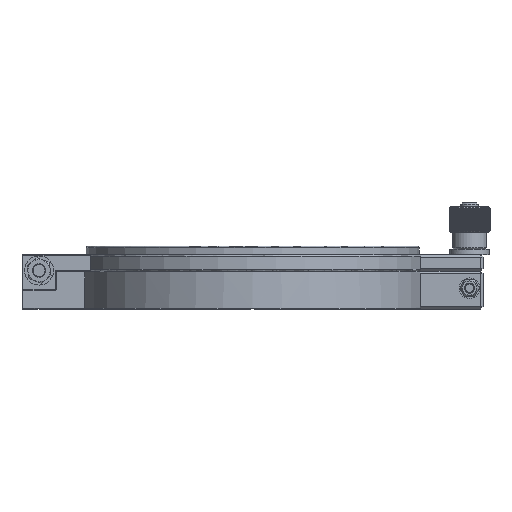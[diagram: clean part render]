
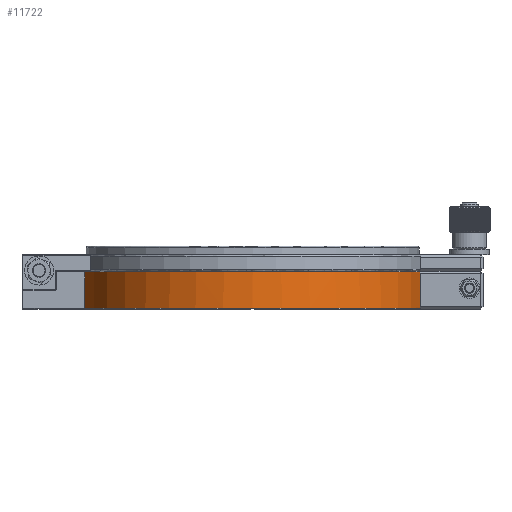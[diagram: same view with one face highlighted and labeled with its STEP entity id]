
A CAD part, front view. The second image highlights one B-rep face of the part: STEP entity #11722.
In plain terms, the highlighted cylindrical face has radius 101.22 mm (diameter 202.44 mm), a partial arc.
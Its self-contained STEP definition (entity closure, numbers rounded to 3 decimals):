
#203 = B_SPLINE_CURVE_WITH_KNOTS ( 'NONE', 3,
 ( #3050, #21361, #26042, #23535, #6880, #5277 ),
 .UNSPECIFIED., .F., .F.,
 ( 4, 2, 4 ),
 ( 0., 0.001, 0.001 ),
 .UNSPECIFIED. ) ;
#247 = CARTESIAN_POINT ( 'NONE',  ( 0., 0., 0.5 ) ) ;
#256 = EDGE_CURVE ( 'NONE', #23779, #16994, #203, .T. ) ;
#551 = ORIENTED_EDGE ( 'NONE', *, *, #7804, .T. ) ;
#553 = VERTEX_POINT ( 'NONE', #10821 ) ;
#651 = EDGE_CURVE ( 'NONE', #553, #25740, #2717, .T. ) ;
#1801 = EDGE_CURVE ( 'NONE', #8771, #13754, #4382, .T. ) ;
#1941 = CARTESIAN_POINT ( 'NONE',  ( 98.169, -24.667, 1.167 ) ) ;
#2524 = CIRCLE ( 'NONE', #15438, 101.22 ) ;
#2717 = LINE ( 'NONE', #8397, #3797 ) ;
#2764 = DIRECTION ( 'NONE',  ( 0., 0., 1. ) ) ;
#3050 = CARTESIAN_POINT ( 'NONE',  ( -0.539, -101.219, 0.5 ) ) ;
#3644 = FACE_OUTER_BOUND ( 'NONE', #15181, .T. ) ;
#3797 = VECTOR ( 'NONE', #26866, 1000. ) ;
#3908 = CARTESIAN_POINT ( 'NONE',  ( 0., 0., 21.85 ) ) ;
#4185 = CARTESIAN_POINT ( 'NONE',  ( -0.539, -101.219, 0.5 ) ) ;
#4382 = LINE ( 'NONE', #19588, #28261 ) ;
#4633 = CARTESIAN_POINT ( 'NONE',  ( 98.084, -25., 20.85 ) ) ;
#5277 = CARTESIAN_POINT ( 'NONE',  ( 0.539, -101.219, 0.5 ) ) ;
#5463 = CYLINDRICAL_SURFACE ( 'NONE', #24292, 101.22 ) ;
#6579 = CARTESIAN_POINT ( 'NONE',  ( 98.252, -24.334, 0.834 ) ) ;
#6671 = EDGE_CURVE ( 'NONE', #553, #27557, #15308, .T. ) ;
#6880 = CARTESIAN_POINT ( 'NONE',  ( 0.366, -101.219, 0.566 ) ) ;
#7804 = EDGE_CURVE ( 'NONE', #25740, #23779, #2524, .T. ) ;
#8397 = CARTESIAN_POINT ( 'NONE',  ( -98.334, -24., 11.175 ) ) ;
#8451 =( BOUNDED_CURVE ( )  B_SPLINE_CURVE ( 3, ( #22473, #24872, #11079, #17861 ),
 .UNSPECIFIED., .F., .F. ) 
 B_SPLINE_CURVE_WITH_KNOTS ( ( 4, 4 ),
 ( 1.81, 1.82 ),
 .UNSPECIFIED. ) 
 CURVE ( )  GEOMETRIC_REPRESENTATION_ITEM ( )  RATIONAL_B_SPLINE_CURVE ( ( 1., 1., 1., 1. ) ) 
 REPRESENTATION_ITEM ( '' )  );
#8634 = ORIENTED_EDGE ( 'NONE', *, *, #26940, .T. ) ;
#8771 = VERTEX_POINT ( 'NONE', #29241 ) ;
#9740 = ORIENTED_EDGE ( 'NONE', *, *, #1801, .T. ) ;
#10016 = CARTESIAN_POINT ( 'NONE',  ( 0., 0., 0.5 ) ) ;
#10821 = CARTESIAN_POINT ( 'NONE',  ( -98.334, -24., 21.85 ) ) ;
#11079 = CARTESIAN_POINT ( 'NONE',  ( 98.169, -24.667, 21.183 ) ) ;
#11722 = ADVANCED_FACE ( 'NONE', ( #3644 ), #5463, .T. ) ;
#11853 = CARTESIAN_POINT ( 'NONE',  ( -98.334, -24., 0.5 ) ) ;
#12233 = EDGE_CURVE ( 'NONE', #27557, #13754, #8451, .T. ) ;
#12265 = DIRECTION ( 'NONE',  ( 0., 0., 1. ) ) ;
#12335 = CARTESIAN_POINT ( 'NONE',  ( 98.334, -24., 0.5 ) ) ;
#12954 = AXIS2_PLACEMENT_3D ( 'NONE', #3908, #26929, #20413 ) ;
#13131 = ORIENTED_EDGE ( 'NONE', *, *, #14559, .F. ) ;
#13754 = VERTEX_POINT ( 'NONE', #4633 ) ;
#14490 = AXIS2_PLACEMENT_3D ( 'NONE', #10016, #12265, #25751 ) ;
#14559 = EDGE_CURVE ( 'NONE', #8771, #21596, #19272, .T. ) ;
#15181 = EDGE_LOOP ( 'NONE', ( #13131, #9740, #19284, #17149, #24319, #551, #16845, #8634 ) ) ;
#15308 = CIRCLE ( 'NONE', #12954, 101.22 ) ;
#15438 = AXIS2_PLACEMENT_3D ( 'NONE', #247, #2764, #18943 ) ;
#15737 = DIRECTION ( 'NONE',  ( 1., 0., 0. ) ) ;
#16845 = ORIENTED_EDGE ( 'NONE', *, *, #256, .T. ) ;
#16994 = VERTEX_POINT ( 'NONE', #26322 ) ;
#17149 = ORIENTED_EDGE ( 'NONE', *, *, #6671, .F. ) ;
#17166 = DIRECTION ( 'NONE',  ( 0., 0., 1. ) ) ;
#17861 = CARTESIAN_POINT ( 'NONE',  ( 98.084, -25., 20.85 ) ) ;
#18228 = CARTESIAN_POINT ( 'NONE',  ( 98.084, -25., 1.5 ) ) ;
#18943 = DIRECTION ( 'NONE',  ( 1., 0., 0. ) ) ;
#19272 =( BOUNDED_CURVE ( )  B_SPLINE_CURVE ( 3, ( #18228, #1941, #6579, #22927 ),
 .UNSPECIFIED., .F., .F. ) 
 B_SPLINE_CURVE_WITH_KNOTS ( ( 4, 4 ),
 ( 1.321, 1.331 ),
 .UNSPECIFIED. ) 
 CURVE ( )  GEOMETRIC_REPRESENTATION_ITEM ( )  RATIONAL_B_SPLINE_CURVE ( ( 1., 1., 1., 1. ) ) 
 REPRESENTATION_ITEM ( '' )  );
#19284 = ORIENTED_EDGE ( 'NONE', *, *, #12233, .F. ) ;
#19588 = CARTESIAN_POINT ( 'NONE',  ( 98.084, -25., 11.175 ) ) ;
#20403 = CARTESIAN_POINT ( 'NONE',  ( 98.334, -24., 21.85 ) ) ;
#20413 = DIRECTION ( 'NONE',  ( 0., 1., 0. ) ) ;
#20619 = CIRCLE ( 'NONE', #14490, 101.22 ) ;
#21361 = CARTESIAN_POINT ( 'NONE',  ( -0.366, -101.219, 0.566 ) ) ;
#21596 = VERTEX_POINT ( 'NONE', #12335 ) ;
#22473 = CARTESIAN_POINT ( 'NONE',  ( 98.334, -24., 21.85 ) ) ;
#22573 = DIRECTION ( 'NONE',  ( 0., 0., 1. ) ) ;
#22927 = CARTESIAN_POINT ( 'NONE',  ( 98.334, -24., 0.5 ) ) ;
#23535 = CARTESIAN_POINT ( 'NONE',  ( 0.184, -101.22, 0.6 ) ) ;
#23779 = VERTEX_POINT ( 'NONE', #4185 ) ;
#24292 = AXIS2_PLACEMENT_3D ( 'NONE', #24778, #22573, #15737 ) ;
#24319 = ORIENTED_EDGE ( 'NONE', *, *, #651, .T. ) ;
#24778 = CARTESIAN_POINT ( 'NONE',  ( 0., 0., 11.175 ) ) ;
#24872 = CARTESIAN_POINT ( 'NONE',  ( 98.252, -24.334, 21.516 ) ) ;
#25740 = VERTEX_POINT ( 'NONE', #11853 ) ;
#25751 = DIRECTION ( 'NONE',  ( 1., 0., 0. ) ) ;
#26042 = CARTESIAN_POINT ( 'NONE',  ( -0.184, -101.22, 0.6 ) ) ;
#26322 = CARTESIAN_POINT ( 'NONE',  ( 0.539, -101.219, 0.5 ) ) ;
#26866 = DIRECTION ( 'NONE',  ( 0., 0., -1. ) ) ;
#26929 = DIRECTION ( 'NONE',  ( 0., 0., 1. ) ) ;
#26940 = EDGE_CURVE ( 'NONE', #16994, #21596, #20619, .T. ) ;
#27557 = VERTEX_POINT ( 'NONE', #20403 ) ;
#28261 = VECTOR ( 'NONE', #17166, 1000. ) ;
#29241 = CARTESIAN_POINT ( 'NONE',  ( 98.084, -25., 1.5 ) ) ;
